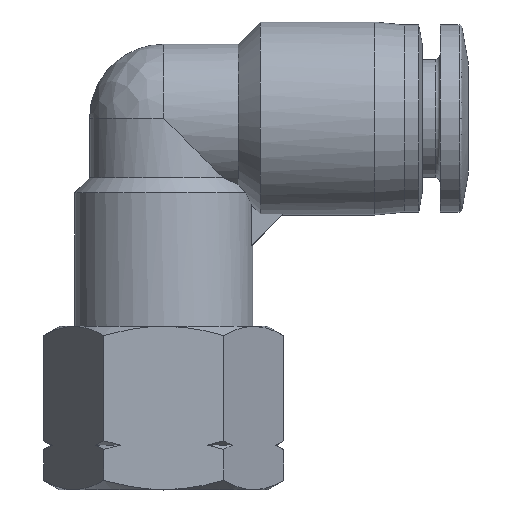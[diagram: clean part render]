
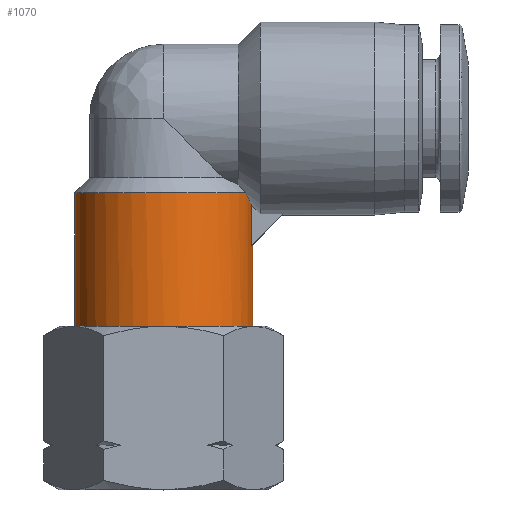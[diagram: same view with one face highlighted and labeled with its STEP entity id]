
A CAD part, top view. The second image highlights one B-rep face of the part: STEP entity #1070.
In plain terms, the highlighted cylindrical face has radius 6 mm (diameter 12 mm), a partial arc.
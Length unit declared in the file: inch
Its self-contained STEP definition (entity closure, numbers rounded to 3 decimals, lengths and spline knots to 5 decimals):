
#4 = AXIS2_PLACEMENT_3D ( 'NONE', #2998, #4307, #2698 ) ;
#52 = LINE ( 'NONE', #4226, #911 ) ;
#57 = CARTESIAN_POINT ( 'NONE',  ( 0., 0., 0. ) ) ;
#88 = VERTEX_POINT ( 'NONE', #1978 ) ;
#91 = VERTEX_POINT ( 'NONE', #1947 ) ;
#93 = EDGE_CURVE ( 'NONE', #535, #4311, #3991, .T. ) ;
#150 = CARTESIAN_POINT ( 'NONE',  ( -0.23622, 0.17717, 0. ) ) ;
#359 = ORIENTED_EDGE ( 'NONE', *, *, #2441, .T. ) ;
#360 = AXIS2_PLACEMENT_3D ( 'NONE', #57, #2505, #407 ) ;
#407 = DIRECTION ( 'NONE',  ( -1., 0., 0. ) ) ;
#535 = VERTEX_POINT ( 'NONE', #826 ) ;
#575 = EDGE_CURVE ( 'NONE', #590, #4311, #3367, .T. ) ;
#590 = VERTEX_POINT ( 'NONE', #2706 ) ;
#654 = B_SPLINE_CURVE_WITH_KNOTS ( 'NONE', 3,
 ( #1885, #1873, #1633, #1657, #1676, #1691 ),
 .UNSPECIFIED., .F., .F.,
 ( 4, 2, 4 ),
 ( 0., 0.00082, 0.00163 ),
 .UNSPECIFIED. ) ;
#770 = CARTESIAN_POINT ( 'NONE',  ( 0.23622, 0.21654, 0.0132 ) ) ;
#826 = CARTESIAN_POINT ( 'NONE',  ( -0.23622, 0., 0. ) ) ;
#868 = CARTESIAN_POINT ( 'NONE',  ( 0.23622, 0.21654, 0. ) ) ;
#890 = CARTESIAN_POINT ( 'NONE',  ( -0.23622, 0.35433, 0. ) ) ;
#898 = VERTEX_POINT ( 'NONE', #1479 ) ;
#911 = VECTOR ( 'NONE', #2285, 39.37008 ) ;
#1005 = DIRECTION ( 'NONE',  ( -1., 0., 0. ) ) ;
#1061 = EDGE_CURVE ( 'NONE', #91, #590, #654, .T. ) ;
#1070 = ADVANCED_FACE ( 'NONE', ( #2786 ), #1476, .T. ) ;
#1135 = CARTESIAN_POINT ( 'NONE',  ( 0.23292, 0.21323, 0.03937 ) ) ;
#1136 = DIRECTION ( 'NONE',  ( 0., 1., 0. ) ) ;
#1324 = VECTOR ( 'NONE', #1689, 39.37008 ) ;
#1418 = AXIS2_PLACEMENT_3D ( 'NONE', #2395, #1136, #1005 ) ;
#1469 = DIRECTION ( 'NONE',  ( 0., 1., 0. ) ) ;
#1476 = CYLINDRICAL_SURFACE ( 'NONE', #1418, 0.23622 ) ;
#1479 = CARTESIAN_POINT ( 'NONE',  ( 0.23622, 0., 0. ) ) ;
#1483 = VERTEX_POINT ( 'NONE', #868 ) ;
#1612 = ORIENTED_EDGE ( 'NONE', *, *, #2877, .T. ) ;
#1633 = CARTESIAN_POINT ( 'NONE',  ( 0.22893, 0.32974, 0.05894 ) ) ;
#1657 = CARTESIAN_POINT ( 'NONE',  ( 0.22367, 0.34078, 0.07654 ) ) ;
#1676 = CARTESIAN_POINT ( 'NONE',  ( 0.22064, 0.34724, 0.08477 ) ) ;
#1689 = DIRECTION ( 'NONE',  ( 0., 1., 0. ) ) ;
#1691 = CARTESIAN_POINT ( 'NONE',  ( 0.21743, 0.35433, 0.09233 ) ) ;
#1768 = EDGE_CURVE ( 'NONE', #88, #91, #1975, .T. ) ;
#1873 = CARTESIAN_POINT ( 'NONE',  ( 0.2312, 0.32511, 0.04954 ) ) ;
#1885 = CARTESIAN_POINT ( 'NONE',  ( 0.23292, 0.32162, 0.03937 ) ) ;
#1947 = CARTESIAN_POINT ( 'NONE',  ( 0.23292, 0.32162, 0.03937 ) ) ;
#1975 = LINE ( 'NONE', #4121, #3725 ) ;
#1978 = CARTESIAN_POINT ( 'NONE',  ( 0.23292, 0.21323, 0.03937 ) ) ;
#2105 = ORIENTED_EDGE ( 'NONE', *, *, #93, .F. ) ;
#2220 = EDGE_CURVE ( 'NONE', #1483, #88, #2487, .T. ) ;
#2285 = DIRECTION ( 'NONE',  ( 0., 1., 0. ) ) ;
#2330 = CIRCLE ( 'NONE', #360, 0.23622 ) ;
#2395 = CARTESIAN_POINT ( 'NONE',  ( 0., 0.17717, 0. ) ) ;
#2441 = EDGE_CURVE ( 'NONE', #898, #1483, #52, .T. ) ;
#2487 =( BOUNDED_CURVE ( )  B_SPLINE_CURVE ( 3, ( #4268, #770, #3144, #1135 ),
 .UNSPECIFIED., .F., .F. ) 
 B_SPLINE_CURVE_WITH_KNOTS ( ( 4, 4 ),
 ( 0., 0.16745 ),
 .UNSPECIFIED. ) 
 CURVE ( )  GEOMETRIC_REPRESENTATION_ITEM ( )  RATIONAL_B_SPLINE_CURVE ( ( 1., 0.998, 0.998, 1. ) ) 
 REPRESENTATION_ITEM ( '' )  );
#2505 = DIRECTION ( 'NONE',  ( 0., 1., 0. ) ) ;
#2564 = ORIENTED_EDGE ( 'NONE', *, *, #575, .T. ) ;
#2698 = DIRECTION ( 'NONE',  ( -1., 0., 0. ) ) ;
#2706 = CARTESIAN_POINT ( 'NONE',  ( 0.21743, 0.35433, 0.09233 ) ) ;
#2768 = ORIENTED_EDGE ( 'NONE', *, *, #2220, .T. ) ;
#2786 = FACE_OUTER_BOUND ( 'NONE', #3385, .T. ) ;
#2877 = EDGE_CURVE ( 'NONE', #535, #898, #2330, .T. ) ;
#2998 = CARTESIAN_POINT ( 'NONE',  ( 0., 0.35433, 0. ) ) ;
#3007 = ORIENTED_EDGE ( 'NONE', *, *, #1061, .T. ) ;
#3144 = CARTESIAN_POINT ( 'NONE',  ( 0.23512, 0.21543, 0.02635 ) ) ;
#3367 = CIRCLE ( 'NONE', #4, 0.23622 ) ;
#3385 = EDGE_LOOP ( 'NONE', ( #1612, #359, #2768, #3994, #3007, #2564, #2105 ) ) ;
#3725 = VECTOR ( 'NONE', #1469, 39.37008 ) ;
#3991 = LINE ( 'NONE', #150, #1324 ) ;
#3994 = ORIENTED_EDGE ( 'NONE', *, *, #1768, .T. ) ;
#4121 = CARTESIAN_POINT ( 'NONE',  ( 0.23292, 0.17717, 0.03937 ) ) ;
#4226 = CARTESIAN_POINT ( 'NONE',  ( 0.23622, 0.17717, 0. ) ) ;
#4268 = CARTESIAN_POINT ( 'NONE',  ( 0.23622, 0.21654, 0. ) ) ;
#4307 = DIRECTION ( 'NONE',  ( 0., -1., 0. ) ) ;
#4311 = VERTEX_POINT ( 'NONE', #890 ) ;
